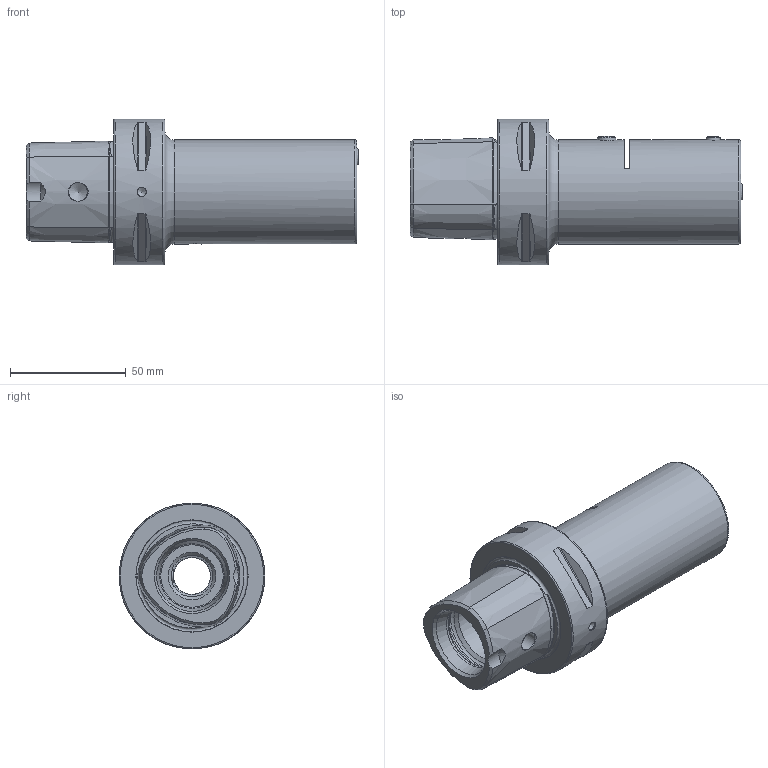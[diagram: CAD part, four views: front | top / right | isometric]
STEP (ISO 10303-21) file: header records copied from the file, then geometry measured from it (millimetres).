
FILE_DESCRIPTION (( 'STEP AP214' ), '1' );
FILE_NAME ('PS6.B16.K21.105.STEP', '2020-12-22T07:42:40', ( '' ), ( '' ), 'SwSTEP 2.0', 'SolidWorks 2017', '' );
FILE_SCHEMA (( 'AUTOMOTIVE_DESIGN' ));
Length unit declared in the file: millimetre
Products named in the file (11): ISO 4028 - M8 x 16; PS6-B16.K21.105_B; KVT_MB_600_060; KU1-U12.002.010_A; KU1-U12.002.010; ISO 4027 - M6 x 16_PreviewCfg; KU1-U12.003.010_B; PS6.B16.K21.105; ISO 4762 - M6 x 16_PreviewCfg; ISO 4028 - M10 x 16; DIN 3771 - 8x1.5
Assembly tree (11 placements, depth 3):
  PS6.B16.K21.105
    PS6-B16.K21.105_B
    ISO 4762 - M6 x 16_PreviewCfg  x2
    ISO 4028 - M10 x 16
    ISO 4028 - M8 x 16
    ISO 4027 - M6 x 16_PreviewCfg
    KVT_MB_600_060
    KU1-U12.002.010
      KU1-U12.003.010_B
      KU1-U12.002.010_A
      DIN 3771 - 8x1.5
Bounding box: 143.48 x 63 x 63 mm (x, y, z)
Volume: 200408.8 mm3; surface area: 45682.5 mm2
Topology: 11 solids, 11 shells, 298 faces, 730 edges, 448 vertices
Faces by surface type: plane 127, cone 85, cylinder 61, torus 22, sphere 3
Full cylindrical faces by diameter (mm): 4 x2, 5 x7, 5.5 x1, 6 x6, 6.4 x2, 6.8 x2, 7 x1, 8 x1, 8.1 x2, 8.5 x2, 10 x4, 11 x1, 12 x1, 16 x1, 18 x1, 28 x2, 32 x1, 45 x1, 63 x1
Entity records: 8993 total; most frequent: CARTESIAN_POINT 2664, DIRECTION 1225, ORIENTED_EDGE 1052, EDGE_CURVE 526, AXIS2_PLACEMENT_3D 522, EDGE_LOOP 394, VERTEX_POINT 368, FACE_OUTER_BOUND 321
